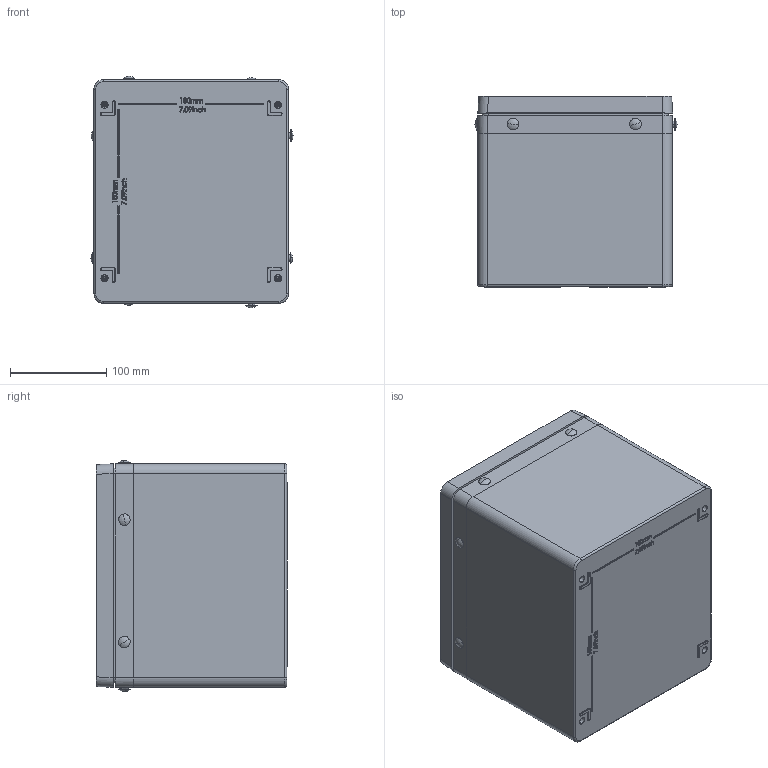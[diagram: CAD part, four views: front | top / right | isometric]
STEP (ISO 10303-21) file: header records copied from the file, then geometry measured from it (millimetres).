
FILE_DESCRIPTION (( 'STEP AP214' ), '1' );
FILE_NAME ('13111500.STEP', '2016-04-01T06:44:28', ( 'Macha' ), ( 'Hewlett-Packard Company' ), 'SwSTEP 2.0', 'SolidWorks 2015', '' );
FILE_SCHEMA (( 'AUTOMOTIVE_DESIGN' ));
Length unit declared in the file: millimetre
Products named in the file (7): 94411; 93117; 93038; 08760_Bearbeitung Griff; 08960_Bearbeitung Zeichn. 13-2-089570-01-0; 03601; 13111500
Assembly tree (16 placements, depth 2):
  13111500
    03601
    08960_Bearbeitung Zeichn. 13-2-089570-01-0
    08760_Bearbeitung Griff
    93038  x4
    93117
    94411  x8
Bounding box: 209.74 x 198.6 x 239.97 mm (x, y, z)
Volume: 1648503.7 mm3; surface area: 543339.2 mm2
Topology: 17 solids, 17 shells, 2783 faces, 6419 edges, 3534 vertices
Faces by surface type: bspline 860, cylinder 730, plane 648, cone 206, torus 184, sphere 155
Entity records: 116224 total; most frequent: CARTESIAN_POINT 65206, ORIENTED_EDGE 11534, DIRECTION 8908, EDGE_CURVE 5767, AXIS2_PLACEMENT_3D 3387, VERTEX_POINT 3316, EDGE_LOOP 2785, FACE_OUTER_BOUND 2599
